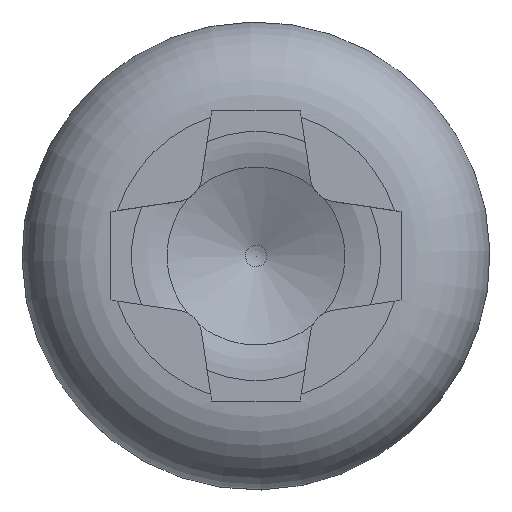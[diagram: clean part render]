
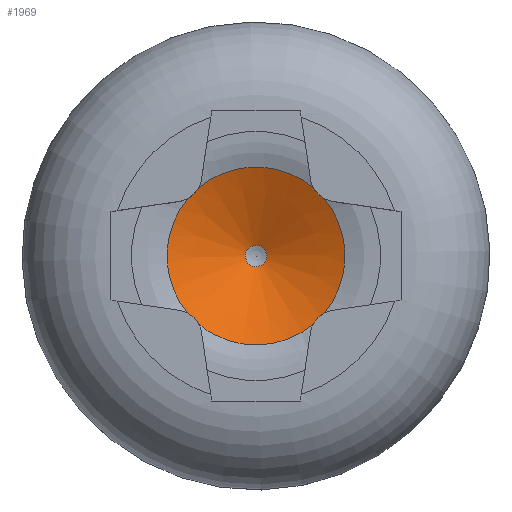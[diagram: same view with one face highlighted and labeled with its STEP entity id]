
A CAD part, top view. The second image highlights one B-rep face of the part: STEP entity #1969.
In plain terms, the highlighted conical face has half-angle 66.261 degrees and reference radius 0.121 mm.
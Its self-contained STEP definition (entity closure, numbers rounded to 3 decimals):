
#30=CONICAL_SURFACE('',#2094,0.121,1.156);
#130=FACE_OUTER_BOUND('',#237,.T.);
#237=EDGE_LOOP('',(#1613,#1614,#1615,#1616,#1617,#1618,#1619,#1620,#1621,
#1622,#1623,#1624));
#279=CIRCLE('',#2092,0.121);
#281=CIRCLE('',#2095,1.008);
#282=CIRCLE('',#2096,1.008);
#283=CIRCLE('',#2097,1.008);
#284=CIRCLE('',#2098,1.008);
#285=CIRCLE('',#2099,1.008);
#440=B_SPLINE_CURVE_WITH_KNOTS('',3,(#6921,#6922,#6923,#6924,#6925,#6926),
 .UNSPECIFIED.,.F.,.F.,(4,2,4),(0.032,0.04,0.048),
 .UNSPECIFIED.);
#441=B_SPLINE_CURVE_WITH_KNOTS('',3,(#6930,#6931,#6932,#6933,#6934,#6935),
 .UNSPECIFIED.,.F.,.F.,(4,2,4),(0.032,0.04,0.048),
 .UNSPECIFIED.);
#442=B_SPLINE_CURVE_WITH_KNOTS('',3,(#6939,#6940,#6941,#6942,#6943,#6944),
 .UNSPECIFIED.,.F.,.F.,(4,2,4),(0.032,0.04,0.048),
 .UNSPECIFIED.);
#443=B_SPLINE_CURVE_WITH_KNOTS('',3,(#6948,#6949,#6950,#6951,#6952,#6953),
 .UNSPECIFIED.,.F.,.F.,(4,2,4),(0.032,0.04,0.048),
 .UNSPECIFIED.);
#532=LINE('',#6917,#642);
#642=VECTOR('',#2378,0.121);
#824=VERTEX_POINT('',#6911);
#826=VERTEX_POINT('',#6916);
#827=VERTEX_POINT('',#6918);
#828=VERTEX_POINT('',#6920);
#829=VERTEX_POINT('',#6927);
#830=VERTEX_POINT('',#6929);
#831=VERTEX_POINT('',#6936);
#832=VERTEX_POINT('',#6938);
#833=VERTEX_POINT('',#6945);
#834=VERTEX_POINT('',#6947);
#1099=EDGE_CURVE('',#824,#824,#279,.F.);
#1101=EDGE_CURVE('',#824,#826,#532,.T.);
#1102=EDGE_CURVE('',#826,#827,#281,.F.);
#1103=EDGE_CURVE('',#828,#827,#440,.T.);
#1104=EDGE_CURVE('',#828,#829,#282,.F.);
#1105=EDGE_CURVE('',#830,#829,#441,.T.);
#1106=EDGE_CURVE('',#830,#831,#283,.F.);
#1107=EDGE_CURVE('',#832,#831,#442,.T.);
#1108=EDGE_CURVE('',#832,#833,#284,.F.);
#1109=EDGE_CURVE('',#834,#833,#443,.T.);
#1110=EDGE_CURVE('',#834,#826,#285,.F.);
#1613=ORIENTED_EDGE('',*,*,#1099,.T.);
#1614=ORIENTED_EDGE('',*,*,#1101,.T.);
#1615=ORIENTED_EDGE('',*,*,#1102,.T.);
#1616=ORIENTED_EDGE('',*,*,#1103,.F.);
#1617=ORIENTED_EDGE('',*,*,#1104,.T.);
#1618=ORIENTED_EDGE('',*,*,#1105,.F.);
#1619=ORIENTED_EDGE('',*,*,#1106,.T.);
#1620=ORIENTED_EDGE('',*,*,#1107,.F.);
#1621=ORIENTED_EDGE('',*,*,#1108,.T.);
#1622=ORIENTED_EDGE('',*,*,#1109,.F.);
#1623=ORIENTED_EDGE('',*,*,#1110,.T.);
#1624=ORIENTED_EDGE('',*,*,#1101,.F.);
#1969=ADVANCED_FACE('',(#130),#30,.F.);
#2092=AXIS2_PLACEMENT_3D('',#6912,#2372,#2373);
#2094=AXIS2_PLACEMENT_3D('',#6915,#2376,#2377);
#2095=AXIS2_PLACEMENT_3D('',#6919,#2379,#2380);
#2096=AXIS2_PLACEMENT_3D('',#6928,#2381,#2382);
#2097=AXIS2_PLACEMENT_3D('',#6937,#2383,#2384);
#2098=AXIS2_PLACEMENT_3D('',#6946,#2385,#2386);
#2099=AXIS2_PLACEMENT_3D('',#6954,#2387,#2388);
#2372=DIRECTION('center_axis',(0.,0.,
1.));
#2373=DIRECTION('ref_axis',(-1.,0.,0.));
#2376=DIRECTION('center_axis',(0.,0.,
1.));
#2377=DIRECTION('ref_axis',(0.479,0.878,0.));
#2378=DIRECTION('',(-0.439,-0.803,0.403));
#2379=DIRECTION('center_axis',(0.,0.,
-1.));
#2380=DIRECTION('ref_axis',(1.,0.,0.));
#2381=DIRECTION('center_axis',(0.,0.,
-1.));
#2382=DIRECTION('ref_axis',(1.,0.,0.));
#2383=DIRECTION('center_axis',(0.,0.,
-1.));
#2384=DIRECTION('ref_axis',(1.,0.,0.));
#2385=DIRECTION('center_axis',(0.,0.,
-1.));
#2386=DIRECTION('ref_axis',(1.,0.,0.));
#2387=DIRECTION('center_axis',(0.,0.,
-1.));
#2388=DIRECTION('ref_axis',(1.,0.,0.));
#6911=CARTESIAN_POINT('',(60.942,-86.106,25.025));
#6912=CARTESIAN_POINT('Origin',(61.,-86.,25.025));
#6915=CARTESIAN_POINT('Origin',(61.,-86.,25.025));
#6916=CARTESIAN_POINT('',(60.517,-86.884,25.415));
#6917=CARTESIAN_POINT('',(60.942,-86.106,25.025));
#6918=CARTESIAN_POINT('',(61.651,-86.769,25.415));
#6919=CARTESIAN_POINT('Origin',(61.,-86.,25.415));
#6920=CARTESIAN_POINT('',(61.769,-86.651,25.415));
#6921=CARTESIAN_POINT('Ctrl Pts',(61.769,-86.651,25.415));
#6922=CARTESIAN_POINT('Ctrl Pts',(61.744,-86.665,25.411));
#6923=CARTESIAN_POINT('Ctrl Pts',(61.721,-86.682,25.409));
#6924=CARTESIAN_POINT('Ctrl Pts',(61.682,-86.721,25.409));
#6925=CARTESIAN_POINT('Ctrl Pts',(61.665,-86.744,25.411));
#6926=CARTESIAN_POINT('Ctrl Pts',(61.651,-86.769,25.415));
#6927=CARTESIAN_POINT('',(61.769,-85.349,25.415));
#6928=CARTESIAN_POINT('Origin',(61.,-86.,25.415));
#6929=CARTESIAN_POINT('',(61.651,-85.231,25.415));
#6930=CARTESIAN_POINT('Ctrl Pts',(61.651,-85.231,25.415));
#6931=CARTESIAN_POINT('Ctrl Pts',(61.665,-85.256,25.411));
#6932=CARTESIAN_POINT('Ctrl Pts',(61.682,-85.279,25.409));
#6933=CARTESIAN_POINT('Ctrl Pts',(61.721,-85.318,25.409));
#6934=CARTESIAN_POINT('Ctrl Pts',(61.744,-85.335,25.411));
#6935=CARTESIAN_POINT('Ctrl Pts',(61.769,-85.349,25.415));
#6936=CARTESIAN_POINT('',(60.349,-85.231,25.415));
#6937=CARTESIAN_POINT('Origin',(61.,-86.,25.415));
#6938=CARTESIAN_POINT('',(60.231,-85.349,25.415));
#6939=CARTESIAN_POINT('Ctrl Pts',(60.231,-85.349,25.415));
#6940=CARTESIAN_POINT('Ctrl Pts',(60.256,-85.335,25.411));
#6941=CARTESIAN_POINT('Ctrl Pts',(60.279,-85.318,25.409));
#6942=CARTESIAN_POINT('Ctrl Pts',(60.318,-85.279,25.409));
#6943=CARTESIAN_POINT('Ctrl Pts',(60.335,-85.256,25.411));
#6944=CARTESIAN_POINT('Ctrl Pts',(60.349,-85.231,25.415));
#6945=CARTESIAN_POINT('',(60.231,-86.651,25.415));
#6946=CARTESIAN_POINT('Origin',(61.,-86.,25.415));
#6947=CARTESIAN_POINT('',(60.349,-86.769,25.415));
#6948=CARTESIAN_POINT('Ctrl Pts',(60.349,-86.769,25.415));
#6949=CARTESIAN_POINT('Ctrl Pts',(60.335,-86.744,25.411));
#6950=CARTESIAN_POINT('Ctrl Pts',(60.318,-86.721,25.409));
#6951=CARTESIAN_POINT('Ctrl Pts',(60.279,-86.682,25.409));
#6952=CARTESIAN_POINT('Ctrl Pts',(60.256,-86.665,25.411));
#6953=CARTESIAN_POINT('Ctrl Pts',(60.231,-86.651,25.415));
#6954=CARTESIAN_POINT('Origin',(61.,-86.,25.415));
